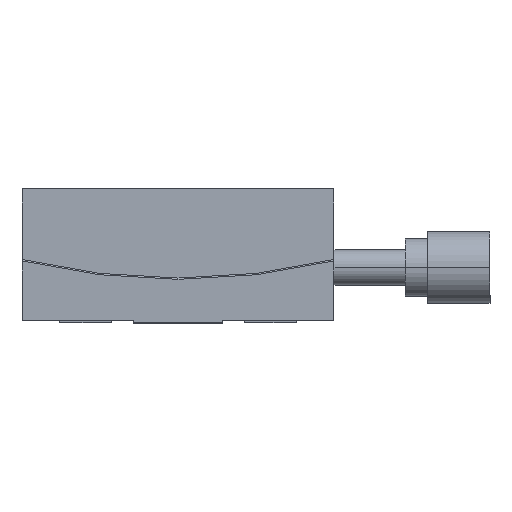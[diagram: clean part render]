
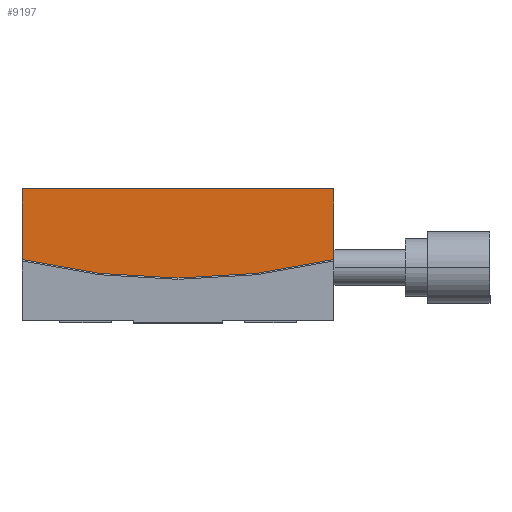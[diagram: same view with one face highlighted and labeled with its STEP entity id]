
A CAD part, top view. The second image highlights one B-rep face of the part: STEP entity #9197.
In plain terms, the highlighted planar face has unit normal (0, 0, 1).
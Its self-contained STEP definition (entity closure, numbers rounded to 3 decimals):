
#2293 = DIRECTION ( 'NONE',  ( 0., 1., 0. ) ) ;
#2294 = VECTOR ( 'NONE', #2293, 1000. ) ;
#2295 = CARTESIAN_POINT ( 'NONE',  ( 35., -130., 0. ) ) ;
#2296 = LINE ( 'NONE', #2295, #2294 ) ;
#2297 = CARTESIAN_POINT ( 'NONE',  ( 35., -145.86, 0. ) ) ;
#2302 = CARTESIAN_POINT ( 'NONE',  ( 35., -130., 0. ) ) ;
#2364 = DIRECTION ( 'NONE',  ( 1., 0., 0. ) ) ;
#2365 = DIRECTION ( 'NONE',  ( 0., 0., 1. ) ) ;
#2366 = CARTESIAN_POINT ( 'NONE',  ( 0., -150., 0. ) ) ;
#2367 = AXIS2_PLACEMENT_3D ( 'NONE', #2366, #2365, #2364 ) ;
#2368 = PLANE ( 'NONE',  #2367 ) ;
#2369 = FACE_OUTER_BOUND ( 'NONE', #9188, .T. ) ;
#2377 = DIRECTION ( 'NONE',  ( 1., 0., 0. ) ) ;
#2378 = DIRECTION ( 'NONE',  ( 0., 0., 1. ) ) ;
#2379 = AXIS2_PLACEMENT_3D ( 'NONE', #2385, #2378, #2377 ) ;
#2380 = CIRCLE ( 'NONE', #2379, 150. ) ;
#2385 = CARTESIAN_POINT ( 'NONE',  ( 0., 0., 0. ) ) ;
#2629 = DIRECTION ( 'NONE',  ( -1., 0., 0. ) ) ;
#2630 = VECTOR ( 'NONE', #2629, 1000. ) ;
#2631 = CARTESIAN_POINT ( 'NONE',  ( -35., -130., 0. ) ) ;
#2632 = LINE ( 'NONE', #2631, #2630 ) ;
#3583 = EDGE_CURVE ( 'NONE', #3588, #3605, #6670, .T. ) ;
#3588 = VERTEX_POINT ( 'NONE', #6665 ) ;
#3605 = VERTEX_POINT ( 'NONE', #6741 ) ;
#6665 = CARTESIAN_POINT ( 'NONE',  ( -35., -130., 0. ) ) ;
#6667 = DIRECTION ( 'NONE',  ( 0., -1., 0. ) ) ;
#6668 = VECTOR ( 'NONE', #6667, 1000. ) ;
#6669 = CARTESIAN_POINT ( 'NONE',  ( -35., -145.86, 0. ) ) ;
#6670 = LINE ( 'NONE', #6669, #6668 ) ;
#6741 = CARTESIAN_POINT ( 'NONE',  ( -35., -145.86, 0. ) ) ;
#9158 = VERTEX_POINT ( 'NONE', #2302 ) ;
#9162 = VERTEX_POINT ( 'NONE', #2297 ) ;
#9163 = EDGE_CURVE ( 'NONE', #9162, #9158, #2296, .T. ) ;
#9188 = EDGE_LOOP ( 'NONE', ( #9242, #9243, #9237, #9238 ) ) ;
#9194 = EDGE_CURVE ( 'NONE', #3605, #9162, #2380, .T. ) ;
#9197 = ADVANCED_FACE ( 'NONE', ( #2369 ), #2368, .T. ) ;
#9233 = EDGE_CURVE ( 'NONE', #9158, #3588, #2632, .T. ) ;
#9237 = ORIENTED_EDGE ( 'NONE', *, *, #9194, .T. ) ;
#9238 = ORIENTED_EDGE ( 'NONE', *, *, #9163, .T. ) ;
#9242 = ORIENTED_EDGE ( 'NONE', *, *, #9233, .T. ) ;
#9243 = ORIENTED_EDGE ( 'NONE', *, *, #3583, .T. ) ;
